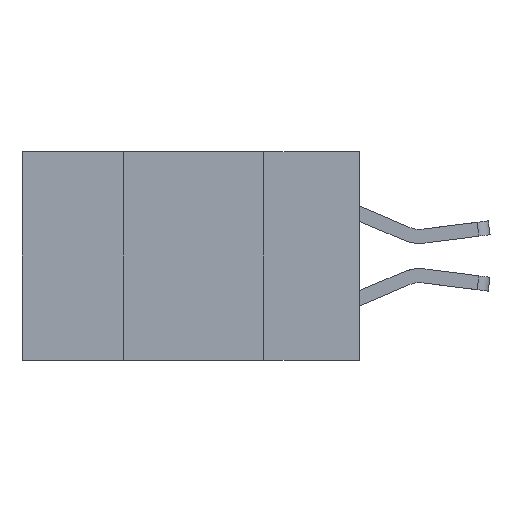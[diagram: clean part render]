
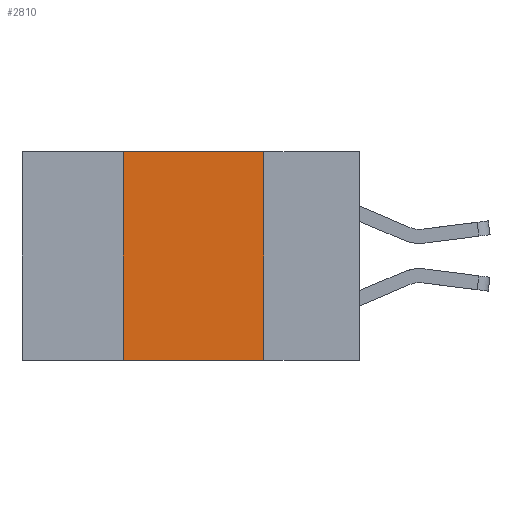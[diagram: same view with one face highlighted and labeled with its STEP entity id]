
A CAD part, left-side view. The second image highlights one B-rep face of the part: STEP entity #2810.
In plain terms, the highlighted planar face has unit normal (-1, 0, 0).
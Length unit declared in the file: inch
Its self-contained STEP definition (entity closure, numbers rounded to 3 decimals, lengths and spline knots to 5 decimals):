
#8 = DIRECTION ( 'NONE',  ( 0., -1., 0. ) ) ;
#351 = VERTEX_POINT ( 'NONE', #4660 ) ;
#585 = DIRECTION ( 'NONE',  ( 1., 0., 0. ) ) ;
#594 = PLANE ( 'NONE',  #10201 ) ;
#650 = CARTESIAN_POINT ( 'NONE',  ( 0., 0.6, 0. ) ) ;
#771 = CARTESIAN_POINT ( 'NONE',  ( 0., 0.17, -0.37 ) ) ;
#1223 = DIRECTION ( 'NONE',  ( 0., 0., 1. ) ) ;
#1405 = DIRECTION ( 'NONE',  ( 0., -1., 0. ) ) ;
#1554 = ORIENTED_EDGE ( 'NONE', *, *, #1560, .F. ) ;
#1560 = EDGE_CURVE ( 'NONE', #8376, #351, #4975, .T. ) ;
#1897 = VECTOR ( 'NONE', #7198, 39.37008 ) ;
#2297 = CARTESIAN_POINT ( 'NONE',  ( 0., 0.42, -0.37 ) ) ;
#2502 = EDGE_CURVE ( 'NONE', #8376, #3128, #8456, .T. ) ;
#2810 = ADVANCED_FACE ( 'NONE', ( #3180 ), #594, .F. ) ;
#3060 = ORIENTED_EDGE ( 'NONE', *, *, #3297, .F. ) ;
#3128 = VERTEX_POINT ( 'NONE', #771 ) ;
#3180 = FACE_OUTER_BOUND ( 'NONE', #5691, .T. ) ;
#3297 = EDGE_CURVE ( 'NONE', #351, #7772, #7520, .T. ) ;
#3802 = VECTOR ( 'NONE', #1405, 39.37008 ) ;
#3901 = CARTESIAN_POINT ( 'NONE',  ( 0., 0.17, 0. ) ) ;
#3928 = EDGE_CURVE ( 'NONE', #7772, #3128, #8418, .T. ) ;
#4300 = CARTESIAN_POINT ( 'NONE',  ( 0., 0.6, -0.37 ) ) ;
#4660 = CARTESIAN_POINT ( 'NONE',  ( 0., 0.42, 0. ) ) ;
#4947 = CARTESIAN_POINT ( 'NONE',  ( 0., 0.17, 0. ) ) ;
#4975 = LINE ( 'NONE', #9893, #9159 ) ;
#5062 = VECTOR ( 'NONE', #8, 39.37008 ) ;
#5115 = CARTESIAN_POINT ( 'NONE',  ( 0., 0.6, 0. ) ) ;
#5691 = EDGE_LOOP ( 'NONE', ( #8710, #3060, #1554, #6023 ) ) ;
#6023 = ORIENTED_EDGE ( 'NONE', *, *, #2502, .T. ) ;
#7198 = DIRECTION ( 'NONE',  ( 0., 0., -1. ) ) ;
#7520 = LINE ( 'NONE', #5115, #5062 ) ;
#7772 = VERTEX_POINT ( 'NONE', #4947 ) ;
#8376 = VERTEX_POINT ( 'NONE', #2297 ) ;
#8418 = LINE ( 'NONE', #3901, #1897 ) ;
#8456 = LINE ( 'NONE', #4300, #3802 ) ;
#8710 = ORIENTED_EDGE ( 'NONE', *, *, #3928, .F. ) ;
#8990 = DIRECTION ( 'NONE',  ( 0., 0., -1. ) ) ;
#9159 = VECTOR ( 'NONE', #1223, 39.37008 ) ;
#9893 = CARTESIAN_POINT ( 'NONE',  ( 0., 0.42, 0. ) ) ;
#10201 = AXIS2_PLACEMENT_3D ( 'NONE', #650, #585, #8990 ) ;
